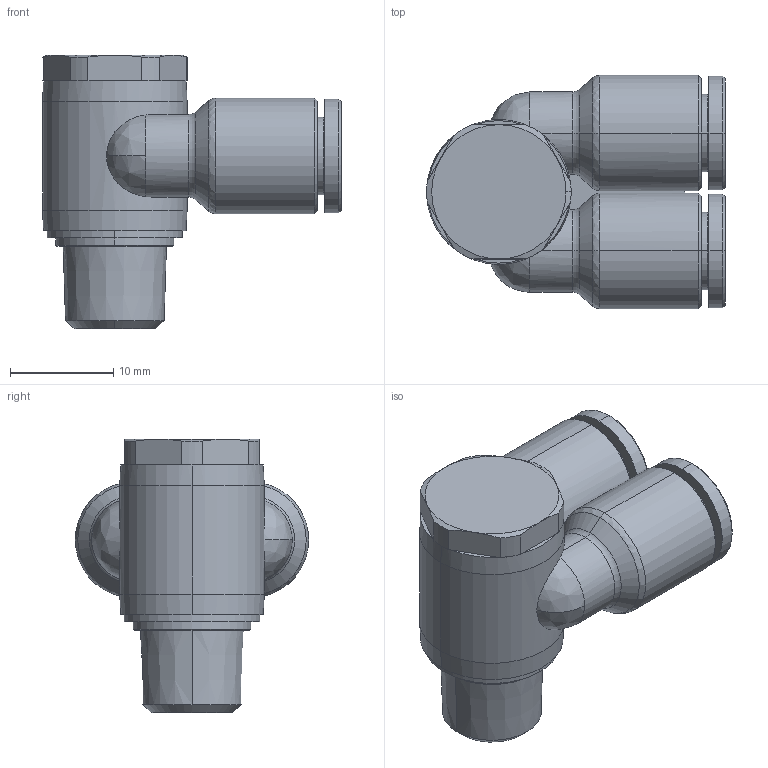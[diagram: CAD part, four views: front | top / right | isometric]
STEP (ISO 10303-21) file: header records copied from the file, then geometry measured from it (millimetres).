
FILE_DESCRIPTION (( 'STEP AP214' ), '1' );
FILE_NAME ('PA06-01.stp', '2015-08-27T12:46:37', ( '' ), ( '' ), 'SwSTEP 2.0', 'SolidWorks 2015', '' );
FILE_SCHEMA (( 'AUTOMOTIVE_DESIGN' ));
Length unit declared in the file: millimetre
Products named in the file (2): ｦ+ﾃｦ1; PA06-01
Assembly tree (1 placements, depth 2):
  PA06-01
    ｦ+ﾃｦ1
Bounding box: 28.95 x 22.6 x 26.5 mm (x, y, z)
Volume: 4904.8 mm3; surface area: 3792.5 mm2
Topology: 1 solids, 1 shells, 527 faces, 1433 edges, 936 vertices
Faces by surface type: plane 362, bspline 61, cylinder 55, cone 43, torus 6
Entity records: 18337 total; most frequent: CARTESIAN_POINT 4424, ORIENTED_EDGE 2862, DIRECTION 2405, EDGE_CURVE 1431, VECTOR 1079, LINE 1079, VERTEX_POINT 936, AXIS2_PLACEMENT_3D 663
